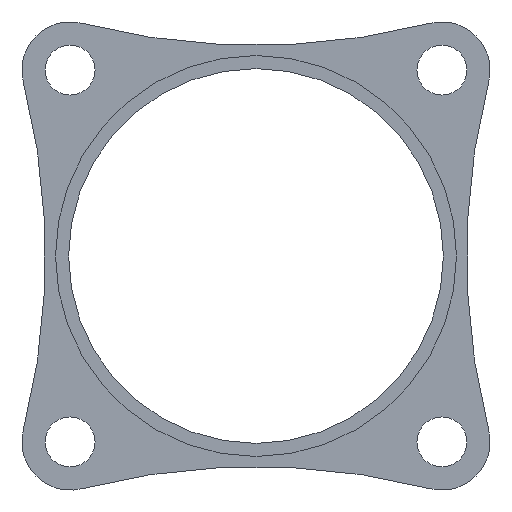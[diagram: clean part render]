
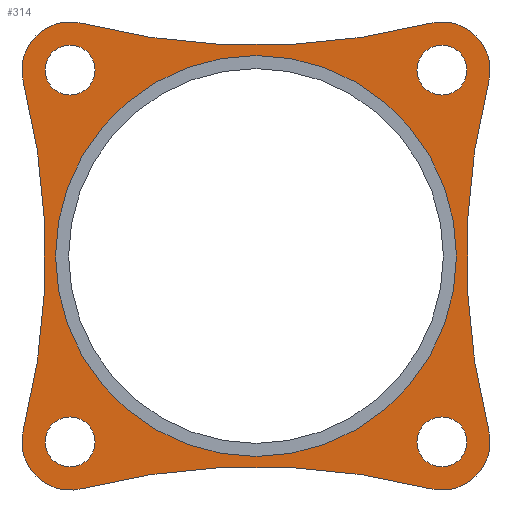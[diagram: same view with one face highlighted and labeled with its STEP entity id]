
A CAD part, left-side view. The second image highlights one B-rep face of the part: STEP entity #314.
In plain terms, the highlighted planar face has unit normal (-1, 0, 0).
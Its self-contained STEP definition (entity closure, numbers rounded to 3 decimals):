
#21=FACE_BOUND('',#69,.T.);
#22=FACE_BOUND('',#70,.T.);
#23=FACE_BOUND('',#71,.T.);
#24=FACE_BOUND('',#72,.T.);
#25=FACE_BOUND('',#73,.T.);
#28=PLANE('',#382);
#45=FACE_OUTER_BOUND('',#68,.T.);
#68=EDGE_LOOP('',(#271,#272,#273,#274,#275,#276,#277,#278));
#69=EDGE_LOOP('',(#279));
#70=EDGE_LOOP('',(#280));
#71=EDGE_LOOP('',(#281));
#72=EDGE_LOOP('',(#282));
#73=EDGE_LOOP('',(#283));
#102=CIRCLE('',#339,17.25);
#106=CIRCLE('',#345,2.15);
#108=CIRCLE('',#348,2.15);
#111=CIRCLE('',#353,2.15);
#113=CIRCLE('',#356,2.15);
#114=CIRCLE('',#358,60.072);
#116=CIRCLE('',#361,4.15);
#118=CIRCLE('',#364,60.072);
#120=CIRCLE('',#367,4.15);
#122=CIRCLE('',#370,60.072);
#124=CIRCLE('',#373,4.15);
#126=CIRCLE('',#376,60.072);
#128=CIRCLE('',#379,4.15);
#130=VERTEX_POINT('',#491);
#134=VERTEX_POINT('',#502);
#136=VERTEX_POINT('',#508);
#139=VERTEX_POINT('',#518);
#141=VERTEX_POINT('',#524);
#142=VERTEX_POINT('',#528);
#143=VERTEX_POINT('',#529);
#146=VERTEX_POINT('',#537);
#148=VERTEX_POINT('',#543);
#150=VERTEX_POINT('',#549);
#152=VERTEX_POINT('',#555);
#154=VERTEX_POINT('',#561);
#156=VERTEX_POINT('',#567);
#158=EDGE_CURVE('',#130,#130,#102,.T.);
#164=EDGE_CURVE('',#134,#134,#106,.T.);
#167=EDGE_CURVE('',#136,#136,#108,.T.);
#172=EDGE_CURVE('',#139,#139,#111,.T.);
#175=EDGE_CURVE('',#141,#141,#113,.T.);
#176=EDGE_CURVE('',#142,#143,#114,.T.);
#180=EDGE_CURVE('',#146,#142,#116,.T.);
#183=EDGE_CURVE('',#148,#146,#118,.T.);
#186=EDGE_CURVE('',#150,#148,#120,.T.);
#189=EDGE_CURVE('',#152,#150,#122,.T.);
#192=EDGE_CURVE('',#154,#152,#124,.T.);
#195=EDGE_CURVE('',#156,#154,#126,.T.);
#198=EDGE_CURVE('',#143,#156,#128,.T.);
#271=ORIENTED_EDGE('',*,*,#198,.T.);
#272=ORIENTED_EDGE('',*,*,#195,.T.);
#273=ORIENTED_EDGE('',*,*,#192,.T.);
#274=ORIENTED_EDGE('',*,*,#189,.T.);
#275=ORIENTED_EDGE('',*,*,#186,.T.);
#276=ORIENTED_EDGE('',*,*,#183,.T.);
#277=ORIENTED_EDGE('',*,*,#180,.T.);
#278=ORIENTED_EDGE('',*,*,#176,.T.);
#279=ORIENTED_EDGE('',*,*,#158,.F.);
#280=ORIENTED_EDGE('',*,*,#175,.T.);
#281=ORIENTED_EDGE('',*,*,#172,.T.);
#282=ORIENTED_EDGE('',*,*,#167,.T.);
#283=ORIENTED_EDGE('',*,*,#164,.T.);
#314=ADVANCED_FACE('',(#45,#21,#22,#23,#24,#25),#28,.T.);
#339=AXIS2_PLACEMENT_3D('',#492,#387,#388);
#345=AXIS2_PLACEMENT_3D('',#504,#401,#402);
#348=AXIS2_PLACEMENT_3D('',#510,#408,#409);
#353=AXIS2_PLACEMENT_3D('',#520,#420,#421);
#356=AXIS2_PLACEMENT_3D('',#526,#427,#428);
#358=AXIS2_PLACEMENT_3D('',#530,#431,#432);
#361=AXIS2_PLACEMENT_3D('',#538,#439,#440);
#364=AXIS2_PLACEMENT_3D('',#544,#446,#447);
#367=AXIS2_PLACEMENT_3D('',#550,#453,#454);
#370=AXIS2_PLACEMENT_3D('',#556,#460,#461);
#373=AXIS2_PLACEMENT_3D('',#562,#467,#468);
#376=AXIS2_PLACEMENT_3D('',#568,#474,#475);
#379=AXIS2_PLACEMENT_3D('',#573,#481,#482);
#382=AXIS2_PLACEMENT_3D('',#576,#487,#488);
#387=DIRECTION('center_axis',(-1.,0.,0.));
#388=DIRECTION('ref_axis',(0.,0.,-1.));
#401=DIRECTION('center_axis',(1.,0.,0.));
#402=DIRECTION('ref_axis',(0.,-1.,0.));
#408=DIRECTION('center_axis',(1.,0.,0.));
#409=DIRECTION('ref_axis',(0.,-1.,0.));
#420=DIRECTION('center_axis',(1.,0.,0.));
#421=DIRECTION('ref_axis',(0.,-1.,0.));
#427=DIRECTION('center_axis',(1.,0.,0.));
#428=DIRECTION('ref_axis',(0.,-1.,0.));
#431=DIRECTION('center_axis',(1.,0.,0.));
#432=DIRECTION('ref_axis',(0.,-0.249,0.968));
#439=DIRECTION('center_axis',(-1.,0.,0.));
#440=DIRECTION('ref_axis',(0.,-0.968,-0.249));
#446=DIRECTION('center_axis',(1.,0.,0.));
#447=DIRECTION('ref_axis',(0.,-0.968,-0.249));
#453=DIRECTION('center_axis',(-1.,0.,0.));
#454=DIRECTION('ref_axis',(0.,0.249,-0.968));
#460=DIRECTION('center_axis',(1.,0.,0.));
#461=DIRECTION('ref_axis',(0.,0.249,-0.968));
#467=DIRECTION('center_axis',(-1.,0.,0.));
#468=DIRECTION('ref_axis',(0.,0.968,0.249));
#474=DIRECTION('center_axis',(1.,0.,0.));
#475=DIRECTION('ref_axis',(0.,0.968,0.249));
#481=DIRECTION('center_axis',(-1.,0.,0.));
#482=DIRECTION('ref_axis',(0.,-0.249,0.968));
#487=DIRECTION('center_axis',(-1.,0.,0.));
#488=DIRECTION('ref_axis',(0.,0.,1.));
#491=CARTESIAN_POINT('',(0.,87.686,-130.513));
#492=CARTESIAN_POINT('Origin',(0.,87.686,-147.763));
#502=CARTESIAN_POINT('',(0.,105.836,-131.763));
#504=CARTESIAN_POINT('Origin',(0.,103.686,-131.763));
#508=CARTESIAN_POINT('',(0.,105.836,-163.763));
#510=CARTESIAN_POINT('Origin',(0.,103.686,-163.763));
#518=CARTESIAN_POINT('',(0.,73.836,-131.763));
#520=CARTESIAN_POINT('Origin',(0.,71.686,-131.763));
#524=CARTESIAN_POINT('',(0.,73.836,-163.763));
#526=CARTESIAN_POINT('Origin',(0.,71.686,-163.763));
#528=CARTESIAN_POINT('',(0.,72.719,-127.744));
#529=CARTESIAN_POINT('',(0.,102.652,-127.744));
#530=CARTESIAN_POINT('Origin',(0.,87.686,-69.565));
#537=CARTESIAN_POINT('',(0.,67.666,-132.797));
#538=CARTESIAN_POINT('Origin',(0.,71.686,-131.763));
#543=CARTESIAN_POINT('',(0.,67.666,-162.729));
#544=CARTESIAN_POINT('Origin',(0.,9.488,-147.763));
#549=CARTESIAN_POINT('',(0.,72.719,-167.782));
#550=CARTESIAN_POINT('Origin',(0.,71.686,-163.763));
#555=CARTESIAN_POINT('',(0.,102.652,-167.782));
#556=CARTESIAN_POINT('Origin',(0.,87.686,-225.96));
#561=CARTESIAN_POINT('',(0.,107.705,-162.729));
#562=CARTESIAN_POINT('Origin',(0.,103.686,-163.763));
#567=CARTESIAN_POINT('',(0.,107.705,-132.797));
#568=CARTESIAN_POINT('Origin',(0.,165.883,-147.763));
#573=CARTESIAN_POINT('Origin',(0.,103.686,-131.763));
#576=CARTESIAN_POINT('Origin',(0.,87.686,-147.763));
